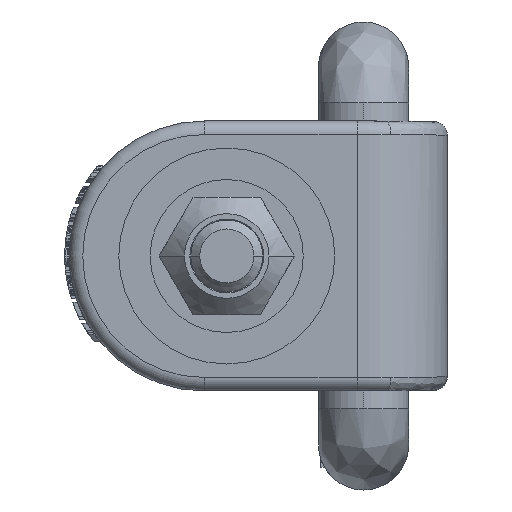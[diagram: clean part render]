
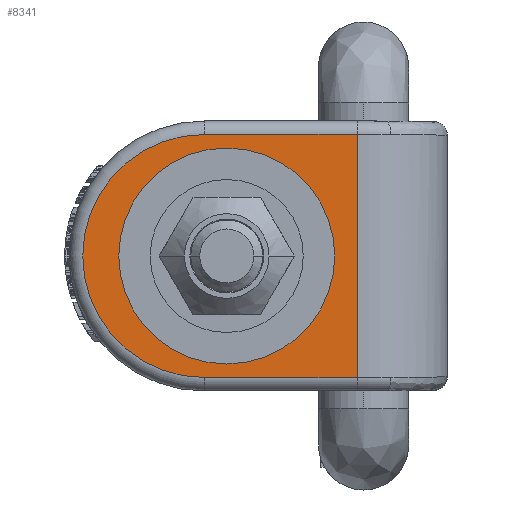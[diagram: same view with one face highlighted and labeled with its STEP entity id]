
A CAD part, front view. The second image highlights one B-rep face of the part: STEP entity #8341.
In plain terms, the highlighted planar face has unit normal (0, -1, 0).
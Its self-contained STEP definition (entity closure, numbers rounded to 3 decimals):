
#2=CARTESIAN_POINT('',(-27.,0.,0.));
#3=DIRECTION('',(0.,-1.,0.));
#4=DIRECTION('',(1.,0.,0.));
#5=AXIS2_PLACEMENT_3D('',#2,#3,#4);
#7=CARTESIAN_POINT('',(-27.,0.,0.));
#8=DIRECTION('',(0.,-1.,0.));
#9=DIRECTION('',(-1.,0.,0.));
#10=AXIS2_PLACEMENT_3D('',#7,#8,#9);
#12=DIRECTION('',(-1.,0.,0.));
#13=VECTOR('',#12,17.);
#14=CARTESIAN_POINT('',(-12.5,0.,13.5));
#15=LINE('',#14,#13);
#16=DIRECTION('',(0.,0.,1.));
#17=VECTOR('',#16,27.);
#18=CARTESIAN_POINT('',(-12.5,0.,-13.5));
#19=LINE('',#18,#17);
#20=DIRECTION('',(1.,0.,0.));
#21=VECTOR('',#20,17.);
#22=CARTESIAN_POINT('',(-29.5,0.,-13.5));
#23=LINE('',#22,#21);
#24=CARTESIAN_POINT('',(-29.5,0.,0.));
#25=DIRECTION('',(0.,-1.,0.));
#26=DIRECTION('',(0.,0.,1.));
#27=AXIS2_PLACEMENT_3D('',#24,#25,#26);
#7000=CARTESIAN_POINT('',(-18.75,0.,0.));
#7001=CARTESIAN_POINT('',(-35.25,0.,0.));
#7002=VERTEX_POINT('',#7000);
#7003=VERTEX_POINT('',#7001);
#7034=CARTESIAN_POINT('',(-12.5,0.,13.5));
#7035=CARTESIAN_POINT('',(-29.5,0.,13.5));
#7036=VERTEX_POINT('',#7034);
#7037=VERTEX_POINT('',#7035);
#7042=CARTESIAN_POINT('',(-29.5,0.,-13.5));
#7043=VERTEX_POINT('',#7042);
#7046=CARTESIAN_POINT('',(-12.5,0.,-13.5));
#7047=VERTEX_POINT('',#7046);
#8320=CARTESIAN_POINT('',(0.,0.,0.));
#8321=DIRECTION('',(0.,1.,0.));
#8322=DIRECTION('',(1.,0.,0.));
#8323=AXIS2_PLACEMENT_3D('',#8320,#8321,#8322);
#8324=PLANE('',#8323);
#8326=ORIENTED_EDGE('',*,*,#8325,.F.);
#8328=ORIENTED_EDGE('',*,*,#8327,.F.);
#8330=ORIENTED_EDGE('',*,*,#8329,.F.);
#8332=ORIENTED_EDGE('',*,*,#8331,.F.);
#8333=EDGE_LOOP('',(#8326,#8328,#8330,#8332));
#8334=FACE_OUTER_BOUND('',#8333,.F.);
#8336=ORIENTED_EDGE('',*,*,#8335,.T.);
#8338=ORIENTED_EDGE('',*,*,#8337,.T.);
#8339=EDGE_LOOP('',(#8336,#8338));
#8340=FACE_BOUND('',#8339,.F.);
#8341=ADVANCED_FACE('',(#8334,#8340),#8324,.F.);
#6=CIRCLE('',#5,8.25);
#11=CIRCLE('',#10,8.25);
#28=CIRCLE('',#27,13.5);
#8325=EDGE_CURVE('',#7036,#7037,#15,.T.);
#8327=EDGE_CURVE('',#7047,#7036,#19,.T.);
#8329=EDGE_CURVE('',#7043,#7047,#23,.T.);
#8331=EDGE_CURVE('',#7037,#7043,#28,.T.);
#8335=EDGE_CURVE('',#7002,#7003,#6,.T.);
#8337=EDGE_CURVE('',#7003,#7002,#11,.T.);
